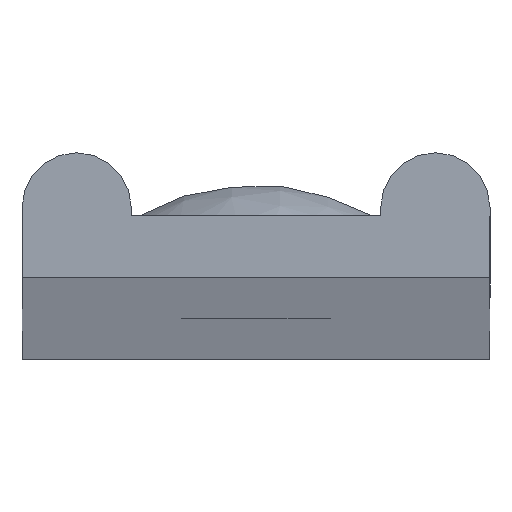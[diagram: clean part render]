
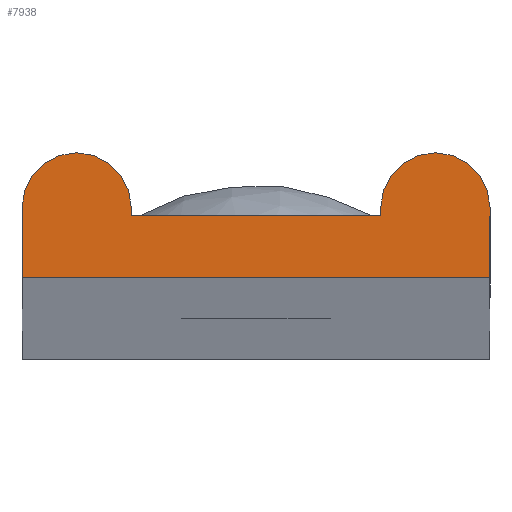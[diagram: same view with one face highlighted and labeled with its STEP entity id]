
A CAD part, top view. The second image highlights one B-rep face of the part: STEP entity #7938.
In plain terms, the highlighted planar face has unit normal (0, 0, 1).
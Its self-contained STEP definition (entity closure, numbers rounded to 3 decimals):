
#68 = EDGE_CURVE ( 'NONE', #11429, #9775, #5186, .T. ) ;
#278 = DIRECTION ( 'NONE',  ( 0., 0., 1. ) ) ;
#636 = CARTESIAN_POINT ( 'NONE',  ( -15., 4.5, 1500. ) ) ;
#769 = DIRECTION ( 'NONE',  ( 0., 1., 0. ) ) ;
#770 = LINE ( 'NONE', #11618, #5450 ) ;
#1504 = ORIENTED_EDGE ( 'NONE', *, *, #5900, .T. ) ;
#1551 = VERTEX_POINT ( 'NONE', #7544 ) ;
#1947 = ORIENTED_EDGE ( 'NONE', *, *, #7593, .T. ) ;
#2060 = CARTESIAN_POINT ( 'NONE',  ( -8., 4.5, 1500. ) ) ;
#2368 = VECTOR ( 'NONE', #4859, 1000. ) ;
#2707 = LINE ( 'NONE', #4036, #5971 ) ;
#3264 = ORIENTED_EDGE ( 'NONE', *, *, #14328, .T. ) ;
#3311 = DIRECTION ( 'NONE',  ( 0., -1., 0. ) ) ;
#3494 = LINE ( 'NONE', #4324, #8608 ) ;
#3855 = DIRECTION ( 'NONE',  ( 0., 0., 1. ) ) ;
#3976 = VERTEX_POINT ( 'NONE', #7451 ) ;
#4036 = CARTESIAN_POINT ( 'NONE',  ( 8., 4.5, 1500. ) ) ;
#4273 = DIRECTION ( 'NONE',  ( 1., 0., 0. ) ) ;
#4324 = CARTESIAN_POINT ( 'NONE',  ( 15., 0., 1500. ) ) ;
#4371 = CARTESIAN_POINT ( 'NONE',  ( 15., 4.5, 1500. ) ) ;
#4378 = CIRCLE ( 'NONE', #6761, 3.5 ) ;
#4527 = EDGE_CURVE ( 'NONE', #4842, #11429, #15000, .T. ) ;
#4600 = DIRECTION ( 'NONE',  ( 1., 0., 0. ) ) ;
#4763 = EDGE_CURVE ( 'NONE', #12555, #8435, #4378, .T. ) ;
#4842 = VERTEX_POINT ( 'NONE', #12526 ) ;
#4859 = DIRECTION ( 'NONE',  ( -1., 0., 0. ) ) ;
#5133 = DIRECTION ( 'NONE',  ( 1., 0., 0. ) ) ;
#5186 = CIRCLE ( 'NONE', #10990, 3.5 ) ;
#5380 = ORIENTED_EDGE ( 'NONE', *, *, #7676, .T. ) ;
#5450 = VECTOR ( 'NONE', #3311, 1000. ) ;
#5615 = VECTOR ( 'NONE', #4273, 1000. ) ;
#5900 = EDGE_CURVE ( 'NONE', #1551, #4842, #14793, .T. ) ;
#5971 = VECTOR ( 'NONE', #7392, 1000. ) ;
#5988 = AXIS2_PLACEMENT_3D ( 'NONE', #8142, #278, #4600 ) ;
#6761 = AXIS2_PLACEMENT_3D ( 'NONE', #11957, #3855, #7305 ) ;
#7305 = DIRECTION ( 'NONE',  ( -1., 0., 0. ) ) ;
#7321 = DIRECTION ( 'NONE',  ( 0., 0., 1. ) ) ;
#7392 = DIRECTION ( 'NONE',  ( 0., -1., 0. ) ) ;
#7451 = CARTESIAN_POINT ( 'NONE',  ( -15., 0., 1500. ) ) ;
#7544 = CARTESIAN_POINT ( 'NONE',  ( 8., 4., 1500. ) ) ;
#7593 = EDGE_CURVE ( 'NONE', #3976, #13013, #11666, .T. ) ;
#7676 = EDGE_CURVE ( 'NONE', #9775, #3976, #770, .T. ) ;
#7938 = ADVANCED_FACE ( 'NONE', ( #13114 ), #13961, .T. ) ;
#8142 = CARTESIAN_POINT ( 'NONE',  ( -11.5, 4.5, 1500. ) ) ;
#8435 = VERTEX_POINT ( 'NONE', #8917 ) ;
#8538 = EDGE_LOOP ( 'NONE', ( #1504, #13971, #14187, #5380, #1947, #14147, #13245, #3264 ) ) ;
#8608 = VECTOR ( 'NONE', #769, 1000. ) ;
#8917 = CARTESIAN_POINT ( 'NONE',  ( 8., 4.5, 1500. ) ) ;
#8954 = VECTOR ( 'NONE', #13312, 1000. ) ;
#9775 = VERTEX_POINT ( 'NONE', #636 ) ;
#10990 = AXIS2_PLACEMENT_3D ( 'NONE', #12137, #7321, #5133 ) ;
#11414 = EDGE_CURVE ( 'NONE', #13013, #12555, #3494, .T. ) ;
#11429 = VERTEX_POINT ( 'NONE', #2060 ) ;
#11618 = CARTESIAN_POINT ( 'NONE',  ( -15., 0., 1500. ) ) ;
#11666 = LINE ( 'NONE', #12351, #5615 ) ;
#11956 = CARTESIAN_POINT ( 'NONE',  ( 15., 0., 1500. ) ) ;
#11957 = CARTESIAN_POINT ( 'NONE',  ( 11.5, 4.5, 1500. ) ) ;
#12137 = CARTESIAN_POINT ( 'NONE',  ( -11.5, 4.5, 1500. ) ) ;
#12244 = CARTESIAN_POINT ( 'NONE',  ( -8., 4.5, 1500. ) ) ;
#12351 = CARTESIAN_POINT ( 'NONE',  ( -15., 0., 1500. ) ) ;
#12526 = CARTESIAN_POINT ( 'NONE',  ( -8., 4., 1500. ) ) ;
#12555 = VERTEX_POINT ( 'NONE', #4371 ) ;
#12970 = CARTESIAN_POINT ( 'NONE',  ( 8., 4., 1500. ) ) ;
#13013 = VERTEX_POINT ( 'NONE', #11956 ) ;
#13114 = FACE_OUTER_BOUND ( 'NONE', #8538, .T. ) ;
#13245 = ORIENTED_EDGE ( 'NONE', *, *, #4763, .T. ) ;
#13312 = DIRECTION ( 'NONE',  ( 0., 1., 0. ) ) ;
#13961 = PLANE ( 'NONE',  #5988 ) ;
#13971 = ORIENTED_EDGE ( 'NONE', *, *, #4527, .T. ) ;
#14147 = ORIENTED_EDGE ( 'NONE', *, *, #11414, .T. ) ;
#14187 = ORIENTED_EDGE ( 'NONE', *, *, #68, .T. ) ;
#14328 = EDGE_CURVE ( 'NONE', #8435, #1551, #2707, .T. ) ;
#14793 = LINE ( 'NONE', #12970, #2368 ) ;
#15000 = LINE ( 'NONE', #12244, #8954 ) ;
